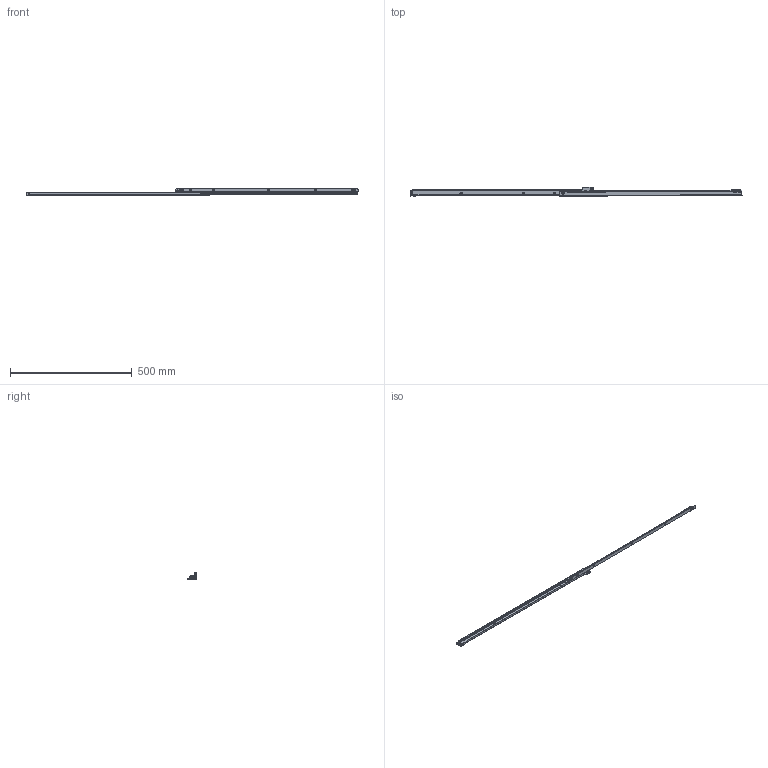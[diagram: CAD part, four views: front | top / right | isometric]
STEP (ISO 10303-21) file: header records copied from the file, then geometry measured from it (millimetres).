
FILE_DESCRIPTION (( 'STEP AP214' ), '1' );
FILE_NAME ('FR_2071.0750mm_30inch_open_right.STEP', '2022-11-15T09:25:32', ( '' ), ( '' ), 'SwSTEP 2.0', 'SolidWorks 2020', '' );
FILE_SCHEMA (( 'AUTOMOTIVE_DESIGN' ));
Length unit declared in the file: millimetre
Products named in the file (6): AG-020; 2071.XXX-03.0000.re_NL  750; 2071.XXX-01.0000.re_NL  750; FR_2071.0750mm_30inch_open_right
Assembly tree (5 placements, depth 3):
  FR_2071.0750mm_30inch_open_right
    2071.XXX-01.0000.re_NL  750
      2071.XXX-01.0000.re_NL  750
      AG-020
    2071.XXX-03.0000.re_NL  750
      2071.XXX-03.0000.re_NL  750
Bounding box: 1363.35 x 39.5 x 27.83 mm (x, y, z)
Volume: 129300.6 mm3; surface area: 136468.3 mm2
Topology: 3 solids, 3 shells, 466 faces, 1197 edges, 730 vertices
Faces by surface type: plane 180, cylinder 163, torus 48, cone 43, bspline 32
Entity records: 15320 total; most frequent: CARTESIAN_POINT 3868, ORIENTED_EDGE 2392, DIRECTION 2364, EDGE_CURVE 1196, AXIS2_PLACEMENT_3D 890, VERTEX_POINT 730, LINE 584, VECTOR 584
